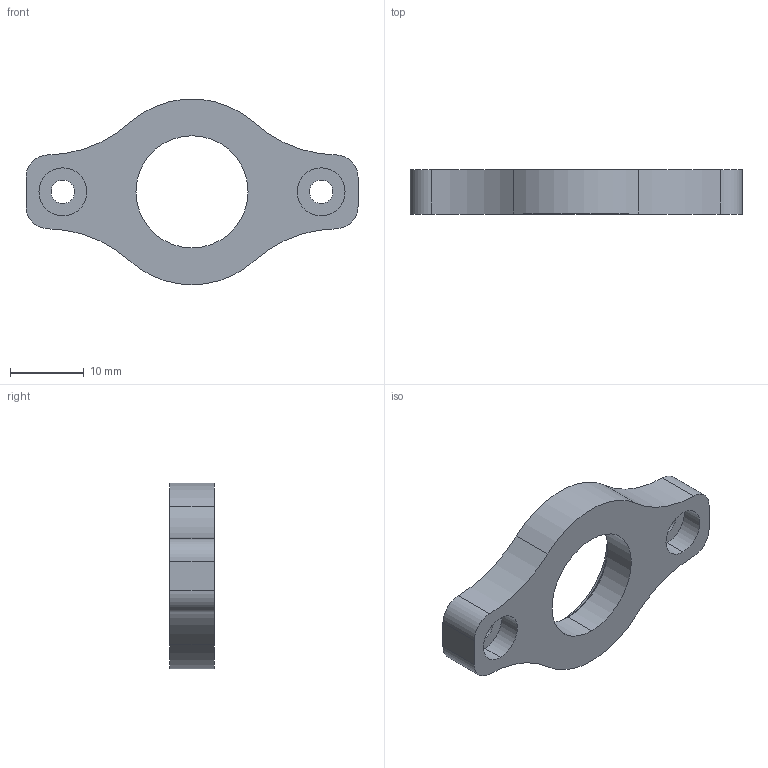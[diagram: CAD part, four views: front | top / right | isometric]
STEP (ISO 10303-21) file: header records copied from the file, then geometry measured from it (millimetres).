
FILE_DESCRIPTION (( 'STEP AP203' ), '1' );
FILE_NAME ('Track_Chasis_Coupler mount.STEP', '2024-12-26T02:05:48', ( '' ), ( '' ), 'SwSTEP 2.0', 'SolidWorks 2024', '' );
FILE_SCHEMA (( 'CONFIG_CONTROL_DESIGN' ));
Length unit declared in the file: millimetre
Products named in the file (1): Track_Chasis_Coupler mount
Bounding box: 45 x 6 x 25.16 mm (x, y, z)
Volume: 2944.3 mm3; surface area: 2197.1 mm2
Topology: 1 solids, 1 shells, 32 faces, 79 edges, 52 vertices
Faces by surface type: cylinder 23, plane 7, cone 2
Entity records: 1064 total; most frequent: DIRECTION 193, CARTESIAN_POINT 164, ORIENTED_EDGE 158, AXIS2_PLACEMENT_3D 81, EDGE_CURVE 79, VERTEX_POINT 52, CIRCLE 48, EDGE_LOOP 41
